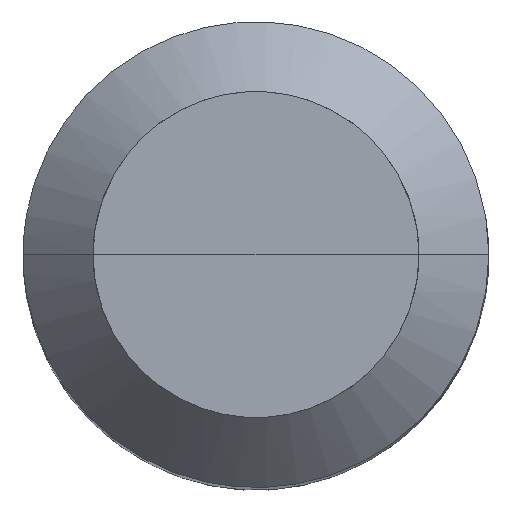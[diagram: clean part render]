
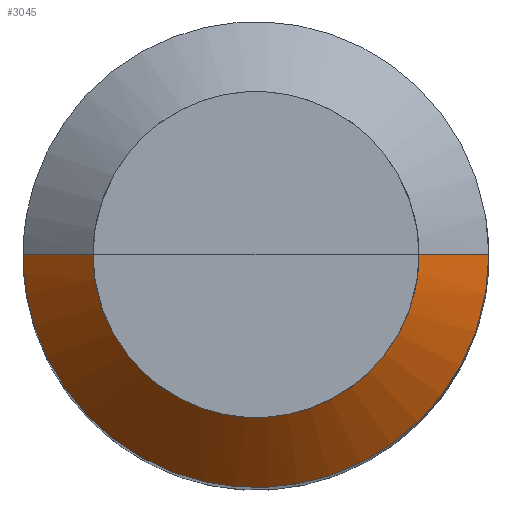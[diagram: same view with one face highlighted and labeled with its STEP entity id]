
A CAD part, top view. The second image highlights one B-rep face of the part: STEP entity #3045.
In plain terms, the highlighted free-form (B-spline) face has degree [1, 2] with [2, 5] control points.
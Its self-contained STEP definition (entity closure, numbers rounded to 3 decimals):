
#2699=CARTESIAN_POINT('',(8.0,0.0,45.6));
#2703=CARTESIAN_POINT('',(-8.0,0.0,45.6));
#2704=CARTESIAN_POINT('',(5.6,0.0,48.0));
#2708=CARTESIAN_POINT('',(-5.6,0.0,48.0));
#2719=CARTESIAN_POINT('',(-8.0,-8.0,45.6));
#2720=CARTESIAN_POINT('',(0.0,-8.0,45.6));
#2721=CARTESIAN_POINT('',(8.0,-8.0,45.6));
#2722=CARTESIAN_POINT('',(-5.6,-5.6,48.0));
#2723=CARTESIAN_POINT('',(0.0,-5.6,48.0));
#2724=CARTESIAN_POINT('',(5.6,-5.6,48.0));
#3026=(
BOUNDED_SURFACE()
B_SPLINE_SURFACE(1,2,(
(#2703,#2719,#2720,#2721,#2699),
(#2708,#2722,#2723,#2724,#2704)
), .UNSPECIFIED.,.F.,.F.,.F.)
B_SPLINE_SURFACE_WITH_KNOTS((2,2),(3,2,3),(
0.0,1.0),(
0.0,0.5,1.0), .UNSPECIFIED.)
GEOMETRIC_REPRESENTATION_ITEM()
RATIONAL_B_SPLINE_SURFACE(((1.0,0.707,1.0,0.707,1.0),
(1.0,0.707,1.0,0.707,1.0)
))
REPRESENTATION_ITEM('')
SURFACE()
);
#3027=(
BOUNDED_CURVE()
B_SPLINE_CURVE(2,(#2708,#2722,#2723,#2724,#2704),.UNSPECIFIED.,.F.,.F.)
B_SPLINE_CURVE_WITH_KNOTS((3,2,3),
(0.0,0.5,1.0),.UNSPECIFIED.)
CURVE()
GEOMETRIC_REPRESENTATION_ITEM()
RATIONAL_B_SPLINE_CURVE((1.0,0.707,1.0,0.707,1.0))
REPRESENTATION_ITEM('')
);
#3028=(
BOUNDED_CURVE()
B_SPLINE_CURVE(1,(#2704,#2699),.UNSPECIFIED.,.F.,.F.)
B_SPLINE_CURVE_WITH_KNOTS((2,2),
(0.0,1.0),.UNSPECIFIED.)
CURVE()
GEOMETRIC_REPRESENTATION_ITEM()
RATIONAL_B_SPLINE_CURVE((1.0,1.0))
REPRESENTATION_ITEM('')
);
#3029=(
BOUNDED_CURVE()
B_SPLINE_CURVE(2,(#2699,#2721,#2720,#2719,#2703),.UNSPECIFIED.,.F.,.F.)
B_SPLINE_CURVE_WITH_KNOTS((3,2,3),
(0.0,0.5,1.0),.UNSPECIFIED.)
CURVE()
GEOMETRIC_REPRESENTATION_ITEM()
RATIONAL_B_SPLINE_CURVE((1.0,0.707,1.0,0.707,1.0))
REPRESENTATION_ITEM('')
);
#3030=(
BOUNDED_CURVE()
B_SPLINE_CURVE(1,(#2703,#2708),.UNSPECIFIED.,.F.,.F.)
B_SPLINE_CURVE_WITH_KNOTS((2,2),
(0.0,1.0),.UNSPECIFIED.)
CURVE()
GEOMETRIC_REPRESENTATION_ITEM()
RATIONAL_B_SPLINE_CURVE((1.0,1.0))
REPRESENTATION_ITEM('')
);
#3031=VERTEX_POINT('',#2699);
#3032=VERTEX_POINT('',#2703);
#3033=VERTEX_POINT('',#2704);
#3034=VERTEX_POINT('',#2708);
#3035=EDGE_CURVE('',#3034,#3033,#3027,.T.);
#3036=EDGE_CURVE('',#3033,#3031,#3028,.T.);
#3037=EDGE_CURVE('',#3031,#3032,#3029,.T.);
#3038=EDGE_CURVE('',#3032,#3034,#3030,.T.);
#3039=ORIENTED_EDGE('',*,*,#3035,.T.);
#3040=ORIENTED_EDGE('',*,*,#3036,.T.);
#3041=ORIENTED_EDGE('',*,*,#3037,.T.);
#3042=ORIENTED_EDGE('',*,*,#3038,.T.);
#3043=EDGE_LOOP('',(#3039,#3040,#3041,#3042));
#3044=FACE_OUTER_BOUND('',#3043,.T.);
#3045=ADVANCED_FACE('',(#3044),#3026,.T.);
